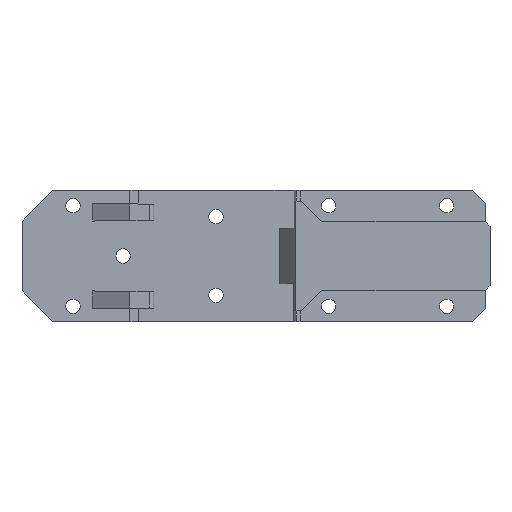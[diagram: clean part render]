
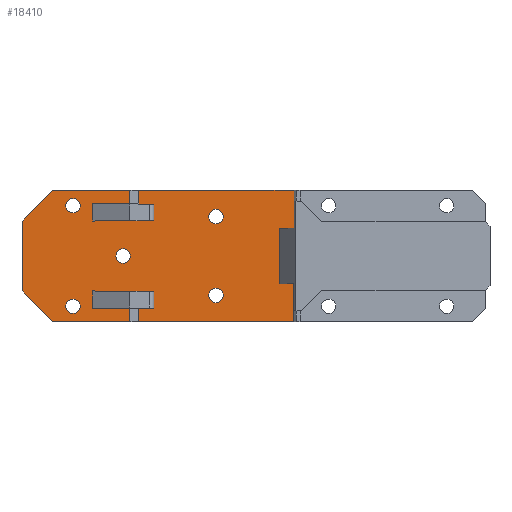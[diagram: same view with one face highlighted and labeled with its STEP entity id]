
A CAD part, front view. The second image highlights one B-rep face of the part: STEP entity #18410.
In plain terms, the highlighted face is planar.
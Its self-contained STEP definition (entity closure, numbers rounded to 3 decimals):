
#3620=CARTESIAN_POINT('',(16.15,0.,0.));
#3630=DIRECTION('',(0.,0.,-1.));
#3640=VECTOR('',#3630,1.);
#3650=LINE('',#3620,#3640);
#3660=CARTESIAN_POINT('',(16.15,0.,11.913));
#3670=VERTEX_POINT('',#3660);
#3680=CARTESIAN_POINT('',(16.15,0.,8.));
#3690=VERTEX_POINT('',#3680);
#3700=EDGE_CURVE('',#3670,#3690,#3650,.T.);
#7250=CARTESIAN_POINT('',(62.23,0.,-6.3));
#7260=VERTEX_POINT('',#7250);
#7290=CARTESIAN_POINT('',(62.23,0.,-5.));
#7300=DIRECTION('',(0.,0.,-1.));
#7310=VECTOR('',#7300,1.);
#7320=LINE('',#7290,#7310);
#7330=CARTESIAN_POINT('',(62.23,0.,-15.));
#7340=VERTEX_POINT('',#7330);
#7350=EDGE_CURVE('',#7260,#7340,#7320,.T.);
#7720=CARTESIAN_POINT('',(61.,0.,-6.3));
#7730=VERTEX_POINT('',#7720);
#7760=CARTESIAN_POINT('',(59.,0.,-6.3));
#7770=DIRECTION('',(1.,0.,0.));
#7780=VECTOR('',#7770,1.);
#7790=LINE('',#7760,#7780);
#7800=EDGE_CURVE('',#7730,#7260,#7790,.T.);
#8180=CARTESIAN_POINT('',(62.193,0.,6.3));
#8190=VERTEX_POINT('',#8180);
#8220=CARTESIAN_POINT('',(59.,0.,6.3));
#8230=DIRECTION('',(1.,0.,0.));
#8240=VECTOR('',#8230,1.);
#8250=LINE('',#8220,#8240);
#8260=CARTESIAN_POINT('',(61.,0.,6.3));
#8270=VERTEX_POINT('',#8260);
#8280=EDGE_CURVE('',#8270,#8190,#8250,.T.);
#8570=CARTESIAN_POINT('',(62.193,0.,15.));
#8580=VERTEX_POINT('',#8570);
#8610=CARTESIAN_POINT('',(62.193,0.,12.5));
#8620=DIRECTION('',(0.,0.,1.));
#8630=VECTOR('',#8620,1.);
#8640=LINE('',#8610,#8630);
#8650=EDGE_CURVE('',#8190,#8580,#8640,.T.);
#11820=CARTESIAN_POINT('',(61.,0.,-18.018));
#11830=DIRECTION('',(0.,0.,1.));
#11840=VECTOR('',#11830,1.);
#11850=LINE('',#11820,#11840);
#11860=EDGE_CURVE('',#7730,#8270,#11850,.T.);
#12610=CARTESIAN_POINT('',(0.,0.,8.));
#12620=VERTEX_POINT('',#12610);
#12650=CARTESIAN_POINT('',(-8.,0.,-0.));
#12660=DIRECTION('',(-0.707,0.,-0.707));
#12670=VECTOR('',#12660,1.);
#12680=LINE('',#12650,#12670);
#12690=CARTESIAN_POINT('',(7.,0.,15.));
#12700=VERTEX_POINT('',#12690);
#12710=EDGE_CURVE('',#12700,#12620,#12680,.T.);
#12890=CARTESIAN_POINT('',(0.,0.,15.));
#12900=DIRECTION('',(-1.,0.,-0.));
#12910=VECTOR('',#12900,1.);
#12920=LINE('',#12890,#12910);
#12930=CARTESIAN_POINT('',(24.664,0.,15.));
#12940=VERTEX_POINT('',#12930);
#12950=EDGE_CURVE('',#12940,#12700,#12920,.T.);
#13170=CARTESIAN_POINT('',(26.681,0.,15.));
#13180=VERTEX_POINT('',#13170);
#13210=EDGE_CURVE('',#8580,#13180,#12920,.T.);
#14770=CARTESIAN_POINT('',(0.,0.,-15.));
#14780=DIRECTION('',(1.,0.,0.));
#14790=VECTOR('',#14780,1.);
#14800=LINE('',#14770,#14790);
#14810=CARTESIAN_POINT('',(26.681,0.,-15.));
#14820=VERTEX_POINT('',#14810);
#14830=EDGE_CURVE('',#14820,#7340,#14800,.T.);
#15050=CARTESIAN_POINT('',(24.671,0.,-15.));
#15060=VERTEX_POINT('',#15050);
#15090=CARTESIAN_POINT('',(7.,0.,-15.));
#15100=VERTEX_POINT('',#15090);
#15110=EDGE_CURVE('',#15100,#15060,#14800,.T.);
#15290=CARTESIAN_POINT('',(-8.,0.,-0.));
#15300=DIRECTION('',(0.707,0.,-0.707));
#15310=VECTOR('',#15300,1.);
#15320=LINE('',#15290,#15310);
#15330=CARTESIAN_POINT('',(0.,0.,-8.));
#15340=VERTEX_POINT('',#15330);
#15350=EDGE_CURVE('',#15340,#15100,#15320,.T.);
#15530=CARTESIAN_POINT('',(0.,0.,0.));
#15540=DIRECTION('',(0.,0.,-1.));
#15550=VECTOR('',#15540,1.);
#15560=LINE('',#15530,#15550);
#15570=EDGE_CURVE('',#12620,#15340,#15560,.T.);
#16680=CARTESIAN_POINT('',(26.681,0.,-8.108));
#16690=VERTEX_POINT('',#16680);
#16720=CARTESIAN_POINT('',(0.,0.,-7.834));
#16730=DIRECTION('',(1.,0.,-0.01));
#16740=VECTOR('',#16730,1.);
#16750=LINE('',#16720,#16740);
#16760=CARTESIAN_POINT('',(16.15,0.,-8.));
#16770=VERTEX_POINT('',#16760);
#16780=EDGE_CURVE('',#16770,#16690,#16750,.T.);
#16890=CARTESIAN_POINT('',(44.426,0.,-12.825));
#16900=DIRECTION('',(-0.,1.,0.));
#16910=DIRECTION('',(1.,0.,0.));
#16920=AXIS2_PLACEMENT_3D('',#16890,#16900,#16910);
#16930=PLANE('',#16920);
#16940=CARTESIAN_POINT('',(0.,0.,7.834));
#16950=DIRECTION('',(1.,0.,0.01));
#16960=VECTOR('',#16950,1.);
#16970=LINE('',#16940,#16960);
#16980=CARTESIAN_POINT('',(26.681,0.,8.108));
#16990=VERTEX_POINT('',#16980);
#17000=EDGE_CURVE('',#3690,#16990,#16970,.T.);
#17010=ORIENTED_EDGE('',*,*,#17000,.T.);
#17020=ORIENTED_EDGE('',*,*,#3700,.T.);
#17030=CARTESIAN_POINT('',(0.,0.,11.913));
#17040=DIRECTION('',(-1.,0.,0.));
#17050=VECTOR('',#17040,1.);
#17060=LINE('',#17030,#17050);
#17070=CARTESIAN_POINT('',(24.664,0.,11.913));
#17080=VERTEX_POINT('',#17070);
#17090=EDGE_CURVE('',#17080,#3670,#17060,.T.);
#17100=ORIENTED_EDGE('',*,*,#17090,.T.);
#17110=CARTESIAN_POINT('',(24.664,0.,0.));
#17120=DIRECTION('',(0.,0.,1.));
#17130=VECTOR('',#17120,1.);
#17140=LINE('',#17110,#17130);
#17150=EDGE_CURVE('',#17080,#12940,#17140,.T.);
#17160=ORIENTED_EDGE('',*,*,#17150,.F.);
#17170=ORIENTED_EDGE('',*,*,#12950,.F.);
#17180=ORIENTED_EDGE('',*,*,#12710,.F.);
#17190=ORIENTED_EDGE('',*,*,#15570,.F.);
#17200=ORIENTED_EDGE('',*,*,#15350,.F.);
#17210=ORIENTED_EDGE('',*,*,#15110,.F.);
#17220=CARTESIAN_POINT('',(24.671,0.,-15.));
#17230=DIRECTION('',(0.,0.,1.));
#17240=VECTOR('',#17230,1.);
#17250=LINE('',#17220,#17240);
#17260=CARTESIAN_POINT('',(24.671,0.,-11.913));
#17270=VERTEX_POINT('',#17260);
#17280=EDGE_CURVE('',#15060,#17270,#17250,.T.);
#17290=ORIENTED_EDGE('',*,*,#17280,.F.);
#17300=CARTESIAN_POINT('',(16.15,0.,-12.));
#17310=DIRECTION('',(1.,0.,0.01));
#17320=VECTOR('',#17310,1.);
#17330=LINE('',#17300,#17320);
#17340=CARTESIAN_POINT('',(16.15,0.,-12.));
#17350=VERTEX_POINT('',#17340);
#17360=EDGE_CURVE('',#17350,#17270,#17330,.T.);
#17370=ORIENTED_EDGE('',*,*,#17360,.T.);
#17380=CARTESIAN_POINT('',(16.15,0.,0.));
#17390=DIRECTION('',(0.,0.,-1.));
#17400=VECTOR('',#17390,1.);
#17410=LINE('',#17380,#17400);
#17420=EDGE_CURVE('',#16770,#17350,#17410,.T.);
#17430=ORIENTED_EDGE('',*,*,#17420,.T.);
#17440=ORIENTED_EDGE('',*,*,#16780,.F.);
#17450=CARTESIAN_POINT('',(26.681,0.,0.));
#17460=DIRECTION('',(0.,-0.,1.));
#17470=VECTOR('',#17460,1.);
#17480=LINE('',#17450,#17470);
#17490=EDGE_CURVE('',#14820,#16690,#17480,.T.);
#17500=ORIENTED_EDGE('',*,*,#17490,.T.);
#17510=ORIENTED_EDGE('',*,*,#14830,.F.);
#17520=ORIENTED_EDGE('',*,*,#7350,.T.);
#17530=ORIENTED_EDGE('',*,*,#7800,.T.);
#17540=ORIENTED_EDGE('',*,*,#11860,.F.);
#17550=ORIENTED_EDGE('',*,*,#8280,.F.);
#17560=ORIENTED_EDGE('',*,*,#8650,.F.);
#17570=ORIENTED_EDGE('',*,*,#13210,.F.);
#17580=CARTESIAN_POINT('',(26.681,0.,15.));
#17590=DIRECTION('',(0.,0.,-1.));
#17600=VECTOR('',#17590,1.);
#17610=LINE('',#17580,#17600);
#17620=EDGE_CURVE('',#13180,#16990,#17610,.T.);
#17630=ORIENTED_EDGE('',*,*,#17620,.F.);
#17640=EDGE_LOOP('',(#17630,#17570,#17560,#17550,#17540,#17530,#17520,
#17510,#17500,#17440,#17430,#17370,#17290,#17210,#17200,#17190,#17180,
#17170,#17160,#17100,#17020,#17010));
#17650=FACE_OUTER_BOUND('',#17640,.T.);
#17660=CARTESIAN_POINT('',(23.15,0.,0.));
#17670=DIRECTION('',(0.,-1.,0.));
#17680=DIRECTION('',(1.,0.,0.));
#17690=AXIS2_PLACEMENT_3D('',#17660,#17670,#17680);
#17700=CIRCLE('',#17690,1.65);
#17710=CARTESIAN_POINT('',(24.8,0.,0.));
#17720=VERTEX_POINT('',#17710);
#17730=CARTESIAN_POINT('',(21.5,0.,0.));
#17740=VERTEX_POINT('',#17730);
#17750=EDGE_CURVE('',#17720,#17740,#17700,.T.);
#17760=ORIENTED_EDGE('',*,*,#17750,.T.);
#17770=EDGE_CURVE('',#17740,#17720,#17700,.T.);
#17780=ORIENTED_EDGE('',*,*,#17770,.T.);
#17790=EDGE_LOOP('',(#17780,#17760));
#17800=FACE_BOUND('',#17790,.T.);
#17810=CARTESIAN_POINT('',(11.65,0.,11.5));
#17820=DIRECTION('',(0.,1.,-0.));
#17830=DIRECTION('',(1.,0.,0.));
#17840=AXIS2_PLACEMENT_3D('',#17810,#17820,#17830);
#17850=CIRCLE('',#17840,1.65);
#17860=CARTESIAN_POINT('',(10.,0.,11.5));
#17870=VERTEX_POINT('',#17860);
#17880=CARTESIAN_POINT('',(13.3,0.,11.5));
#17890=VERTEX_POINT('',#17880);
#17900=EDGE_CURVE('',#17870,#17890,#17850,.T.);
#17910=ORIENTED_EDGE('',*,*,#17900,.F.);
#17920=EDGE_CURVE('',#17890,#17870,#17850,.T.);
#17930=ORIENTED_EDGE('',*,*,#17920,.F.);
#17940=EDGE_LOOP('',(#17930,#17910));
#17950=FACE_BOUND('',#17940,.T.);
#17960=CARTESIAN_POINT('',(44.4,0.,9.));
#17970=DIRECTION('',(0.,-1.,0.));
#17980=DIRECTION('',(1.,0.,0.));
#17990=AXIS2_PLACEMENT_3D('',#17960,#17970,#17980);
#18000=CIRCLE('',#17990,1.65);
#18010=CARTESIAN_POINT('',(46.05,0.,9.));
#18020=VERTEX_POINT('',#18010);
#18030=CARTESIAN_POINT('',(42.75,0.,9.));
#18040=VERTEX_POINT('',#18030);
#18050=EDGE_CURVE('',#18020,#18040,#18000,.T.);
#18060=ORIENTED_EDGE('',*,*,#18050,.T.);
#18070=EDGE_CURVE('',#18040,#18020,#18000,.T.);
#18080=ORIENTED_EDGE('',*,*,#18070,.T.);
#18090=EDGE_LOOP('',(#18080,#18060));
#18100=FACE_BOUND('',#18090,.T.);
#18110=CARTESIAN_POINT('',(11.65,0.,-11.5));
#18120=DIRECTION('',(0.,-1.,0.));
#18130=DIRECTION('',(1.,0.,0.));
#18140=AXIS2_PLACEMENT_3D('',#18110,#18120,#18130);
#18150=CIRCLE('',#18140,1.65);
#18160=CARTESIAN_POINT('',(13.3,0.,-11.5));
#18170=VERTEX_POINT('',#18160);
#18180=CARTESIAN_POINT('',(10.,0.,-11.5));
#18190=VERTEX_POINT('',#18180);
#18200=EDGE_CURVE('',#18170,#18190,#18150,.T.);
#18210=ORIENTED_EDGE('',*,*,#18200,.T.);
#18220=EDGE_CURVE('',#18190,#18170,#18150,.T.);
#18230=ORIENTED_EDGE('',*,*,#18220,.T.);
#18240=EDGE_LOOP('',(#18230,#18210));
#18250=FACE_BOUND('',#18240,.T.);
#18260=CARTESIAN_POINT('',(44.4,0.,-9.));
#18270=DIRECTION('',(0.,-1.,0.));
#18280=DIRECTION('',(1.,0.,0.));
#18290=AXIS2_PLACEMENT_3D('',#18260,#18270,#18280);
#18300=CIRCLE('',#18290,1.65);
#18310=CARTESIAN_POINT('',(46.05,0.,-9.));
#18320=VERTEX_POINT('',#18310);
#18330=CARTESIAN_POINT('',(42.75,0.,-9.));
#18340=VERTEX_POINT('',#18330);
#18350=EDGE_CURVE('',#18320,#18340,#18300,.T.);
#18360=ORIENTED_EDGE('',*,*,#18350,.T.);
#18370=EDGE_CURVE('',#18340,#18320,#18300,.T.);
#18380=ORIENTED_EDGE('',*,*,#18370,.T.);
#18390=EDGE_LOOP('',(#18380,#18360));
#18400=FACE_BOUND('',#18390,.T.);
#18410=ADVANCED_FACE('',(#17650,#17800,#17950,#18100,#18250,#18400),
#16930,.T.);
